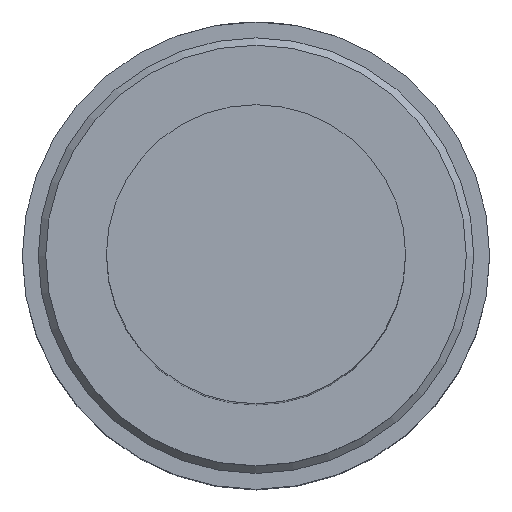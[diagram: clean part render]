
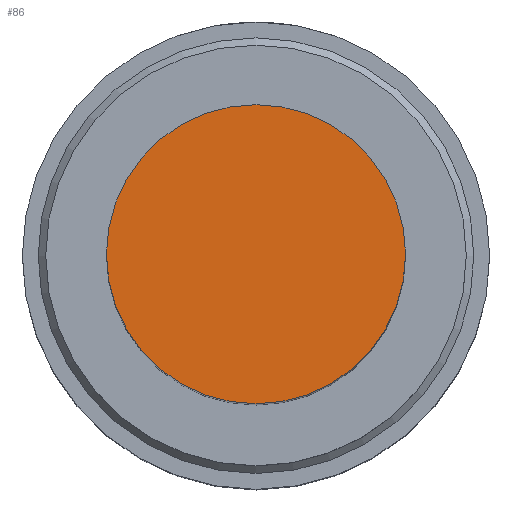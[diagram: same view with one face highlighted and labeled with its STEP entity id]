
A CAD part, top view. The second image highlights one B-rep face of the part: STEP entity #86.
In plain terms, the highlighted planar face has unit normal (0, 0, 1).
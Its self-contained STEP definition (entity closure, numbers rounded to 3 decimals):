
#86=ADVANCED_FACE('240[2]',(#187),#188,.T.);
#95=EDGE_CURVE('240[2]',#200,#200,#201,.T.);
#187=FACE_OUTER_BOUND('',#435,.T.);
#188=PLANE('',#436);
#200=VERTEX_POINT('',#452);
#201=CIRCLE('',#453,16.0);
#435=EDGE_LOOP('',(#545));
#436=AXIS2_PLACEMENT_3D('',#546,#547,#548);
#452=CARTESIAN_POINT('',(0.,16.0,80.));
#453=AXIS2_PLACEMENT_3D('',#560,#561,#562);
#545=ORIENTED_EDGE('',*,*,#95,.F.);
#546=CARTESIAN_POINT('',(0.,8.,80.));
#547=DIRECTION('',(0.,0.,1.0));
#548=DIRECTION('',(1.0,0.,0.0));
#560=CARTESIAN_POINT('',(0.,0.,80.));
#561=DIRECTION('',(0.,0.,-1.0));
#562=DIRECTION('',(0.,1.0,0.));
